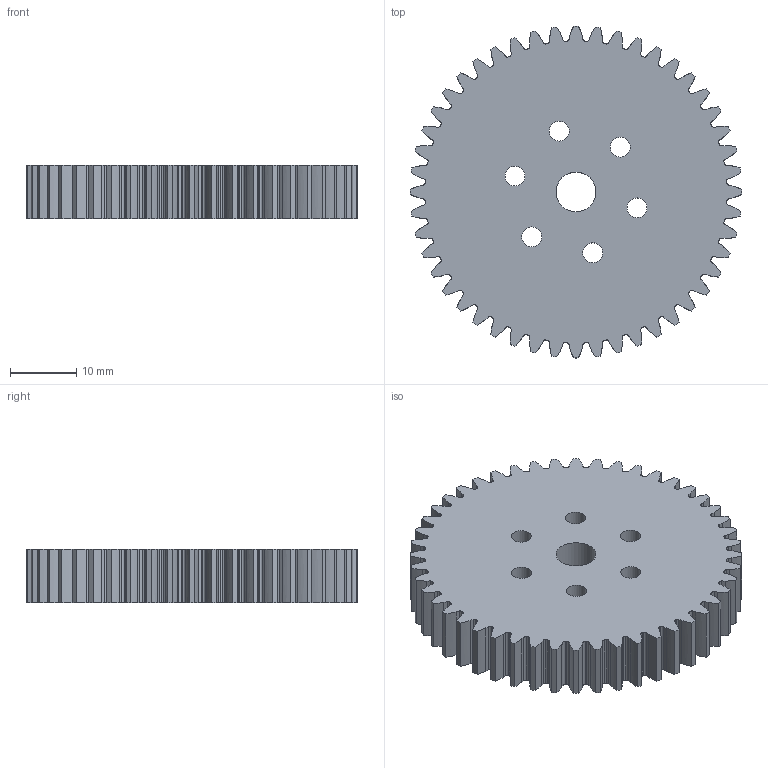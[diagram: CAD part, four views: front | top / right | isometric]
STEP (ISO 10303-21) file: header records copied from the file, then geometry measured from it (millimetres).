
FILE_DESCRIPTION(('FreeCAD Model'),'2;1');
FILE_NAME('plasticSpurGear.step','2018-08-24T06:21:47',('Author'),(''), 'Open CASCADE STEP processor 7.3','FreeCAD','Unknown');
FILE_SCHEMA(('AUTOMOTIVE_DESIGN { 1 0 10303 214 1 1 1 1 }'));
Length unit declared in the file: millimetre
Products named in the file (1): Body
Bounding box: 50 x 50 x 8 mm (x, y, z)
Volume: 13826.8 mm3; surface area: 6433.2 mm2
Topology: 1 solids, 1 shells, 393 faces, 1173 edges, 782 vertices
Faces by surface type: cylinder 199, extrusion 192, plane 2
Full cylindrical faces by diameter (mm): 3 x6, 6 x1
Entity records: 30585 total; most frequent: CARTESIAN_POINT 8811, DIRECTION 3539, ORIENTED_EDGE 2346, PCURVE 2346, DEFINITIONAL_REPRESENTATION 2346, VECTOR 2147, LINE 1955, EDGE_CURVE 1173
